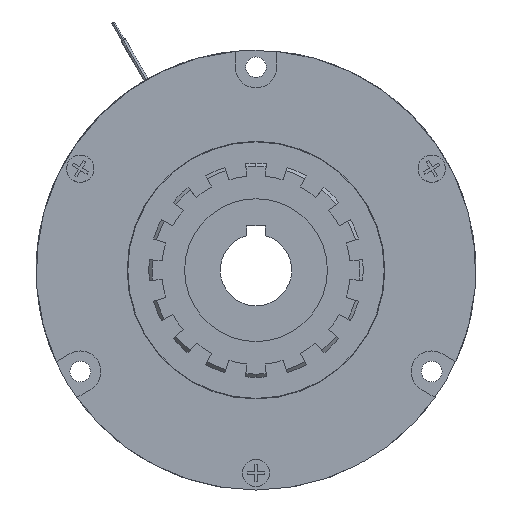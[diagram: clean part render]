
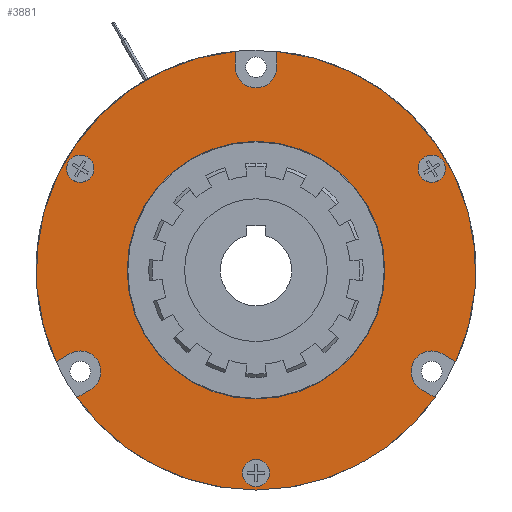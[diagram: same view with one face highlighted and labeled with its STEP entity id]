
A CAD part, left-side view. The second image highlights one B-rep face of the part: STEP entity #3881.
In plain terms, the highlighted planar face has unit normal (-1, 0, 0).
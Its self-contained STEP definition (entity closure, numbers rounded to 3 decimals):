
#807=CARTESIAN_POINT('POS90',(10.7,0.,0.));
#808=DIRECTION('DIR111',(-1.,0.,0.));
#809=DIRECTION('DIR112',(0.,1.,0.));
#810=AXIS2_PLACEMENT_3D('AXIS22',#807,#808,#809);
#811=PLANE('PLANE4',#810);
#3478=CARTESIAN_POINT('POINT231',(10.7,0.,
   34.275));
#3479=VERTEX_POINT('VERTEX231',#3478);
#3486=CARTESIAN_POINT('POINT232',(10.7,0.,
   -34.275));
#3487=VERTEX_POINT('VERTEX232',#3486);
#3488=CARTESIAN_POINT('POS374',(10.7,0.,0.));
#3489=DIRECTION('DIR510',(1.,0.,0.));
#3490=DIRECTION('DIR511',(0.,0.,1.));
#3491=AXIS2_PLACEMENT_3D('AXIS137',#3488,#3489,#3490);
#3492=CIRCLE('ELLIPSE48',#3491,34.275);
#3493=EDGE_CURVE('EDGE344',#3487,#3479,#3492,.T.);
#3513=EDGE_CURVE('EDGE346',#3479,#3487,#3492,.T.);
#3518=CARTESIAN_POINT('POINT233',(10.7,-48.58,
   23.857));
#3519=VERTEX_POINT('VERTEX233',#3518);
#3526=CARTESIAN_POINT('POINT234',(10.7,-44.951,
   30.143));
#3527=VERTEX_POINT('VERTEX234',#3526);
#3528=CARTESIAN_POINT('POS378',(10.7,-46.765,
   27.));
#3529=DIRECTION('DIR516',(1.,0.,0.));
#3530=DIRECTION('DIR517',(0.,-0.5,
   -0.866));
#3531=AXIS2_PLACEMENT_3D('AXIS139',#3528,#3529,#3530);
#3532=CIRCLE('ELLIPSE49',#3531,3.63);
#3533=EDGE_CURVE('EDGE348',#3527,#3519,#3532,.T.);
#3553=EDGE_CURVE('EDGE350',#3519,#3527,#3532,.T.);
#3558=CARTESIAN_POINT('POINT235',(10.7,3.629,
   -54.));
#3559=VERTEX_POINT('VERTEX235',#3558);
#3566=CARTESIAN_POINT('POINT236',(10.7,-3.63,
   -54.));
#3567=VERTEX_POINT('VERTEX236',#3566);
#3568=CARTESIAN_POINT('POS382',(10.7,0.,
   -54.));
#3569=DIRECTION('DIR522',(1.,0.,0.));
#3570=DIRECTION('DIR523',(0.,1.,0.));
#3571=AXIS2_PLACEMENT_3D('AXIS141',#3568,#3569,#3570);
#3572=CIRCLE('ELLIPSE50',#3571,3.63);
#3573=EDGE_CURVE('EDGE352',#3567,#3559,#3572,.T.);
#3593=EDGE_CURVE('EDGE354',#3559,#3567,#3572,.T.);
#3598=CARTESIAN_POINT('POINT237',(10.7,44.951,
   30.143));
#3599=VERTEX_POINT('VERTEX237',#3598);
#3606=CARTESIAN_POINT('POINT238',(10.7,48.58,
   23.857));
#3607=VERTEX_POINT('VERTEX238',#3606);
#3608=CARTESIAN_POINT('POS386',(10.7,46.765,27.
   ));
#3609=DIRECTION('DIR528',(1.,0.,0.));
#3610=DIRECTION('DIR529',(0.,-0.5,
   0.866));
#3611=AXIS2_PLACEMENT_3D('AXIS143',#3608,#3609,#3610);
#3612=CIRCLE('ELLIPSE51',#3611,3.63);
#3613=EDGE_CURVE('EDGE356',#3607,#3599,#3612,.T.);
#3633=EDGE_CURVE('EDGE358',#3599,#3607,#3612,.T.);
#3767=ORIENTED_EDGE('COEDGE726',*,*,#3633,.T.);
#3768=ORIENTED_EDGE('COEDGE727',*,*,#3613,.T.);
#3769=EDGE_LOOP('NONE',(#3767,#3768));
#3770=FACE_BOUND('LOOP1',#3769,.T.);
#3771=ORIENTED_EDGE('COEDGE728',*,*,#3593,.T.);
#3772=ORIENTED_EDGE('COEDGE729',*,*,#3573,.T.);
#3773=EDGE_LOOP('NONE',(#3771,#3772));
#3774=FACE_BOUND('LOOP1',#3773,.T.);
#3775=ORIENTED_EDGE('COEDGE730',*,*,#3553,.T.);
#3776=ORIENTED_EDGE('COEDGE731',*,*,#3533,.T.);
#3777=EDGE_LOOP('NONE',(#3775,#3776));
#3778=FACE_BOUND('LOOP1',#3777,.T.);
#3779=CARTESIAN_POINT('POINT248',(10.7,44.015,
   -31.763));
#3780=VERTEX_POINT('VERTEX248',#3779);
#3781=CARTESIAN_POINT('POINT249',(10.7,47.688,
   -33.884));
#3782=VERTEX_POINT('VERTEX249',#3781);
#3783=CARTESIAN_POINT('POS402',(10.7,20.633,
   -18.263));
#3784=DIRECTION('DIR552',(0.,0.866,
   -0.5));
#3785=VECTOR('VEC252',#3784,25.4);
#3786=LINE('STRAIGHT252',#3783,#3785);
#3787=EDGE_CURVE('EDGE372',#3780,#3782,#3786,.T.);
#3788=ORIENTED_EDGE('COEDGE732',*,*,#3787,.T.);
#3789=CARTESIAN_POINT('POINT250',(10.7,0.,
   -58.5));
#3790=VERTEX_POINT('VERTEX250',#3789);
#3791=CARTESIAN_POINT('POS403',(10.7,0.,0.));
#3792=DIRECTION('DIR553',(-1.,0.,0.));
#3793=DIRECTION('DIR554',(0.,0.,-1.));
#3794=AXIS2_PLACEMENT_3D('AXIS151',#3791,#3792,#3793);
#3795=CIRCLE('ELLIPSE55',#3794,58.5);
#3796=EDGE_CURVE('EDGE373',#3782,#3790,#3795,.T.);
#3797=ORIENTED_EDGE('COEDGE733',*,*,#3796,.T.);
#3798=CARTESIAN_POINT('POINT251',(10.7,-47.688,
   -33.884));
#3799=VERTEX_POINT('VERTEX251',#3798);
#3800=EDGE_CURVE('EDGE374',#3790,#3799,#3795,.T.);
#3801=ORIENTED_EDGE('COEDGE734',*,*,#3800,.T.);
#3802=CARTESIAN_POINT('POINT252',(10.7,-44.015,
   -31.763));
#3803=VERTEX_POINT('VERTEX252',#3802);
#3804=CARTESIAN_POINT('POS404',(10.7,-22.581,
   -19.388));
#3805=DIRECTION('DIR555',(0.,0.866,
   0.5));
#3806=VECTOR('VEC253',#3805,25.4);
#3807=LINE('STRAIGHT253',#3804,#3806);
#3808=EDGE_CURVE('EDGE375',#3799,#3803,#3807,.T.);
#3809=ORIENTED_EDGE('COEDGE735',*,*,#3808,.T.);
#3810=CARTESIAN_POINT('POINT253',(10.7,-49.515,
   -22.237));
#3811=VERTEX_POINT('VERTEX253',#3810);
#3812=CARTESIAN_POINT('POS405',(10.7,-46.765,
   -27.));
#3813=DIRECTION('DIR556',(1.,0.,0.));
#3814=DIRECTION('DIR557',(0.,-0.5,
   0.866));
#3815=AXIS2_PLACEMENT_3D('AXIS152',#3812,#3813,#3814);
#3816=CIRCLE('ELLIPSE56',#3815,5.5);
#3817=EDGE_CURVE('EDGE376',#3803,#3811,#3816,.T.);
#3818=ORIENTED_EDGE('COEDGE736',*,*,#3817,.T.);
#3819=CARTESIAN_POINT('POINT254',(10.7,-53.188,
   -24.357));
#3820=VERTEX_POINT('VERTEX254',#3819);
#3821=CARTESIAN_POINT('POS406',(10.7,-26.133,
   -8.737));
#3822=DIRECTION('DIR558',(0.,-0.866,
   -0.5));
#3823=VECTOR('VEC254',#3822,25.4);
#3824=LINE('STRAIGHT254',#3821,#3823);
#3825=EDGE_CURVE('EDGE377',#3811,#3820,#3824,.T.);
#3826=ORIENTED_EDGE('COEDGE737',*,*,#3825,.T.);
#3827=CARTESIAN_POINT('POINT255',(10.7,-5.5,
   58.241));
#3828=VERTEX_POINT('VERTEX255',#3827);
#3829=EDGE_CURVE('EDGE378',#3820,#3828,#3795,.T.);
#3830=ORIENTED_EDGE('COEDGE738',*,*,#3829,.T.);
#3831=CARTESIAN_POINT('POINT256',(10.7,-5.5,54.));
#3832=VERTEX_POINT('VERTEX256',#3831);
#3833=CARTESIAN_POINT('POS407',(10.7,-5.5,29.25));
#3834=DIRECTION('DIR559',(0.,0.,-1.));
#3835=VECTOR('VEC255',#3834,25.4);
#3836=LINE('STRAIGHT255',#3833,#3835);
#3837=EDGE_CURVE('EDGE379',#3828,#3832,#3836,.T.);
#3838=ORIENTED_EDGE('COEDGE739',*,*,#3837,.T.);
#3839=CARTESIAN_POINT('POINT257',(10.7,5.5,54.));
#3840=VERTEX_POINT('VERTEX257',#3839);
#3841=CARTESIAN_POINT('POS408',(10.7,0.,
   54.));
#3842=DIRECTION('DIR560',(1.,0.,0.));
#3843=DIRECTION('DIR561',(0.,1.,0.));
#3844=AXIS2_PLACEMENT_3D('AXIS153',#3841,#3842,#3843);
#3845=CIRCLE('ELLIPSE57',#3844,5.5);
#3846=EDGE_CURVE('EDGE380',#3832,#3840,#3845,.T.);
#3847=ORIENTED_EDGE('COEDGE740',*,*,#3846,.T.);
#3848=CARTESIAN_POINT('POINT258',(10.7,5.5,
   58.241));
#3849=VERTEX_POINT('VERTEX258',#3848);
#3850=CARTESIAN_POINT('POS409',(10.7,5.5,27.));
#3851=DIRECTION('DIR562',(0.,0.,1.));
#3852=VECTOR('VEC256',#3851,25.4);
#3853=LINE('STRAIGHT256',#3850,#3852);
#3854=EDGE_CURVE('EDGE381',#3840,#3849,#3853,.T.);
#3855=ORIENTED_EDGE('COEDGE741',*,*,#3854,.T.);
#3856=CARTESIAN_POINT('POINT259',(10.7,53.188,
   -24.357));
#3857=VERTEX_POINT('VERTEX259',#3856);
#3858=EDGE_CURVE('EDGE382',#3849,#3857,#3795,.T.);
#3859=ORIENTED_EDGE('COEDGE742',*,*,#3858,.T.);
#3860=CARTESIAN_POINT('POINT260',(10.7,49.515,
   -22.237));
#3861=VERTEX_POINT('VERTEX260',#3860);
#3862=CARTESIAN_POINT('POS410',(10.7,28.081,
   -9.862));
#3863=DIRECTION('DIR563',(0.,-0.866,
   0.5));
#3864=VECTOR('VEC257',#3863,25.4);
#3865=LINE('STRAIGHT257',#3862,#3864);
#3866=EDGE_CURVE('EDGE383',#3857,#3861,#3865,.T.);
#3867=ORIENTED_EDGE('COEDGE743',*,*,#3866,.T.);
#3868=CARTESIAN_POINT('POS411',(10.7,46.765,
   -27.));
#3869=DIRECTION('DIR564',(1.,0.,0.));
#3870=DIRECTION('DIR565',(0.,-0.5,
   -0.866));
#3871=AXIS2_PLACEMENT_3D('AXIS154',#3868,#3869,#3870);
#3872=CIRCLE('ELLIPSE58',#3871,5.5);
#3873=EDGE_CURVE('EDGE384',#3861,#3780,#3872,.T.);
#3874=ORIENTED_EDGE('COEDGE744',*,*,#3873,.T.);
#3875=EDGE_LOOP('NONE',(#3788,#3797,#3801,#3809,#3818,#3826,#3830,#3838,
   #3847,#3855,#3859,#3867,#3874));
#3876=FACE_BOUND('LOOP1',#3875,.T.);
#3877=ORIENTED_EDGE('COEDGE745',*,*,#3513,.T.);
#3878=ORIENTED_EDGE('COEDGE746',*,*,#3493,.T.);
#3879=EDGE_LOOP('NONE',(#3877,#3878));
#3880=FACE_BOUND('LOOP1',#3879,.T.);
#3881=ADVANCED_FACE('FACE137',(#3770,#3774,#3778,#3876,#3880),#811,.T.);
